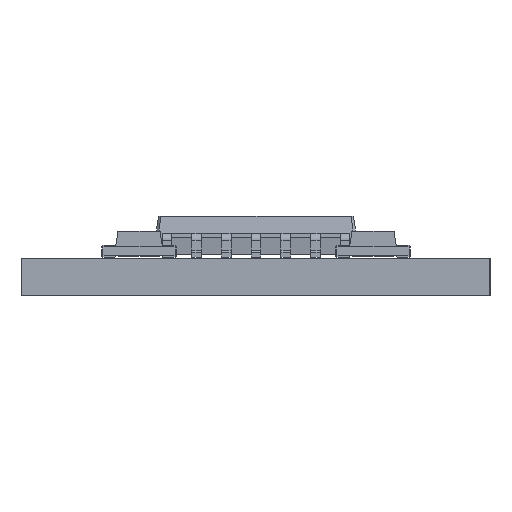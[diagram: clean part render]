
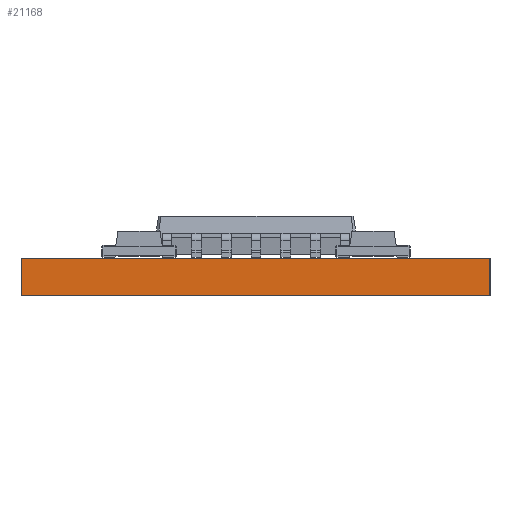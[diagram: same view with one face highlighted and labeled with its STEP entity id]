
A CAD part, left-side view. The second image highlights one B-rep face of the part: STEP entity #21168.
In plain terms, the highlighted planar face has unit normal (-1, 0, 0).
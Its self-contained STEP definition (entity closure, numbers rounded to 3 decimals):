
#20987 = PLANE('',#20988);
#20988 = AXIS2_PLACEMENT_3D('',#20989,#20990,#20991);
#20989 = CARTESIAN_POINT('',(102.5,-70.,0.));
#20990 = DIRECTION('',(0.,-1.,0.));
#20991 = DIRECTION('',(-1.,0.,0.));
#21012 = VERTEX_POINT('',#21013);
#21013 = CARTESIAN_POINT('',(50.,-70.,1.6));
#21027 = PLANE('',#21028);
#21028 = AXIS2_PLACEMENT_3D('',#21029,#21030,#21031);
#21029 = CARTESIAN_POINT('',(76.25,-60.,1.6));
#21030 = DIRECTION('',(-0.,-0.,-1.));
#21031 = DIRECTION('',(-1.,0.,0.));
#21039 = EDGE_CURVE('',#21040,#21012,#21042,.T.);
#21040 = VERTEX_POINT('',#21041);
#21041 = CARTESIAN_POINT('',(50.,-70.,0.));
#21042 = SURFACE_CURVE('',#21043,(#21047,#21054),.PCURVE_S1.);
#21043 = LINE('',#21044,#21045);
#21044 = CARTESIAN_POINT('',(50.,-70.,0.));
#21045 = VECTOR('',#21046,1.);
#21046 = DIRECTION('',(0.,0.,1.));
#21047 = PCURVE('',#20987,#21048);
#21048 = DEFINITIONAL_REPRESENTATION('',(#21049),#21053);
#21049 = LINE('',#21050,#21051);
#21050 = CARTESIAN_POINT('',(52.5,0.));
#21051 = VECTOR('',#21052,1.);
#21052 = DIRECTION('',(0.,-1.));
#21053 = ( GEOMETRIC_REPRESENTATION_CONTEXT(2) 
PARAMETRIC_REPRESENTATION_CONTEXT() REPRESENTATION_CONTEXT('2D SPACE',''
  ) );
#21054 = PCURVE('',#21055,#21060);
#21055 = PLANE('',#21056);
#21056 = AXIS2_PLACEMENT_3D('',#21057,#21058,#21059);
#21057 = CARTESIAN_POINT('',(50.,-70.,0.));
#21058 = DIRECTION('',(-1.,0.,0.));
#21059 = DIRECTION('',(0.,1.,0.));
#21060 = DEFINITIONAL_REPRESENTATION('',(#21061),#21065);
#21061 = LINE('',#21062,#21063);
#21062 = CARTESIAN_POINT('',(0.,0.));
#21063 = VECTOR('',#21064,1.);
#21064 = DIRECTION('',(0.,-1.));
#21065 = ( GEOMETRIC_REPRESENTATION_CONTEXT(2) 
PARAMETRIC_REPRESENTATION_CONTEXT() REPRESENTATION_CONTEXT('2D SPACE',''
  ) );
#21081 = PLANE('',#21082);
#21082 = AXIS2_PLACEMENT_3D('',#21083,#21084,#21085);
#21083 = CARTESIAN_POINT('',(76.25,-60.,0.));
#21084 = DIRECTION('',(-0.,-0.,-1.));
#21085 = DIRECTION('',(-1.,0.,0.));
#21114 = PLANE('',#21115);
#21115 = AXIS2_PLACEMENT_3D('',#21116,#21117,#21118);
#21116 = CARTESIAN_POINT('',(50.,-50.,0.));
#21117 = DIRECTION('',(0.,1.,0.));
#21118 = DIRECTION('',(1.,0.,0.));
#21168 = ADVANCED_FACE('',(#21169),#21055,.T.);
#21169 = FACE_BOUND('',#21170,.T.);
#21170 = EDGE_LOOP('',(#21171,#21172,#21195,#21218));
#21171 = ORIENTED_EDGE('',*,*,#21039,.T.);
#21172 = ORIENTED_EDGE('',*,*,#21173,.T.);
#21173 = EDGE_CURVE('',#21012,#21174,#21176,.T.);
#21174 = VERTEX_POINT('',#21175);
#21175 = CARTESIAN_POINT('',(50.,-50.,1.6));
#21176 = SURFACE_CURVE('',#21177,(#21181,#21188),.PCURVE_S1.);
#21177 = LINE('',#21178,#21179);
#21178 = CARTESIAN_POINT('',(50.,-70.,1.6));
#21179 = VECTOR('',#21180,1.);
#21180 = DIRECTION('',(0.,1.,0.));
#21181 = PCURVE('',#21055,#21182);
#21182 = DEFINITIONAL_REPRESENTATION('',(#21183),#21187);
#21183 = LINE('',#21184,#21185);
#21184 = CARTESIAN_POINT('',(0.,-1.6));
#21185 = VECTOR('',#21186,1.);
#21186 = DIRECTION('',(1.,0.));
#21187 = ( GEOMETRIC_REPRESENTATION_CONTEXT(2) 
PARAMETRIC_REPRESENTATION_CONTEXT() REPRESENTATION_CONTEXT('2D SPACE',''
  ) );
#21188 = PCURVE('',#21027,#21189);
#21189 = DEFINITIONAL_REPRESENTATION('',(#21190),#21194);
#21190 = LINE('',#21191,#21192);
#21191 = CARTESIAN_POINT('',(26.25,-10.));
#21192 = VECTOR('',#21193,1.);
#21193 = DIRECTION('',(0.,1.));
#21194 = ( GEOMETRIC_REPRESENTATION_CONTEXT(2) 
PARAMETRIC_REPRESENTATION_CONTEXT() REPRESENTATION_CONTEXT('2D SPACE',''
  ) );
#21195 = ORIENTED_EDGE('',*,*,#21196,.F.);
#21196 = EDGE_CURVE('',#21197,#21174,#21199,.T.);
#21197 = VERTEX_POINT('',#21198);
#21198 = CARTESIAN_POINT('',(50.,-50.,0.));
#21199 = SURFACE_CURVE('',#21200,(#21204,#21211),.PCURVE_S1.);
#21200 = LINE('',#21201,#21202);
#21201 = CARTESIAN_POINT('',(50.,-50.,0.));
#21202 = VECTOR('',#21203,1.);
#21203 = DIRECTION('',(0.,0.,1.));
#21204 = PCURVE('',#21055,#21205);
#21205 = DEFINITIONAL_REPRESENTATION('',(#21206),#21210);
#21206 = LINE('',#21207,#21208);
#21207 = CARTESIAN_POINT('',(20.,0.));
#21208 = VECTOR('',#21209,1.);
#21209 = DIRECTION('',(0.,-1.));
#21210 = ( GEOMETRIC_REPRESENTATION_CONTEXT(2) 
PARAMETRIC_REPRESENTATION_CONTEXT() REPRESENTATION_CONTEXT('2D SPACE',''
  ) );
#21211 = PCURVE('',#21114,#21212);
#21212 = DEFINITIONAL_REPRESENTATION('',(#21213),#21217);
#21213 = LINE('',#21214,#21215);
#21214 = CARTESIAN_POINT('',(0.,0.));
#21215 = VECTOR('',#21216,1.);
#21216 = DIRECTION('',(0.,-1.));
#21217 = ( GEOMETRIC_REPRESENTATION_CONTEXT(2) 
PARAMETRIC_REPRESENTATION_CONTEXT() REPRESENTATION_CONTEXT('2D SPACE',''
  ) );
#21218 = ORIENTED_EDGE('',*,*,#21219,.F.);
#21219 = EDGE_CURVE('',#21040,#21197,#21220,.T.);
#21220 = SURFACE_CURVE('',#21221,(#21225,#21232),.PCURVE_S1.);
#21221 = LINE('',#21222,#21223);
#21222 = CARTESIAN_POINT('',(50.,-70.,0.));
#21223 = VECTOR('',#21224,1.);
#21224 = DIRECTION('',(0.,1.,0.));
#21225 = PCURVE('',#21055,#21226);
#21226 = DEFINITIONAL_REPRESENTATION('',(#21227),#21231);
#21227 = LINE('',#21228,#21229);
#21228 = CARTESIAN_POINT('',(0.,0.));
#21229 = VECTOR('',#21230,1.);
#21230 = DIRECTION('',(1.,0.));
#21231 = ( GEOMETRIC_REPRESENTATION_CONTEXT(2) 
PARAMETRIC_REPRESENTATION_CONTEXT() REPRESENTATION_CONTEXT('2D SPACE',''
  ) );
#21232 = PCURVE('',#21081,#21233);
#21233 = DEFINITIONAL_REPRESENTATION('',(#21234),#21238);
#21234 = LINE('',#21235,#21236);
#21235 = CARTESIAN_POINT('',(26.25,-10.));
#21236 = VECTOR('',#21237,1.);
#21237 = DIRECTION('',(0.,1.));
#21238 = ( GEOMETRIC_REPRESENTATION_CONTEXT(2) 
PARAMETRIC_REPRESENTATION_CONTEXT() REPRESENTATION_CONTEXT('2D SPACE',''
  ) );
